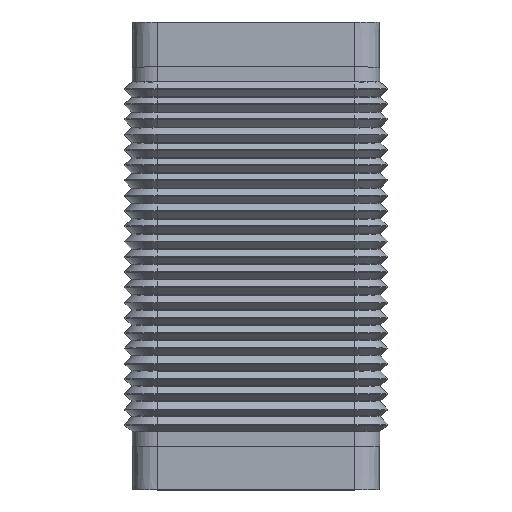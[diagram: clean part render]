
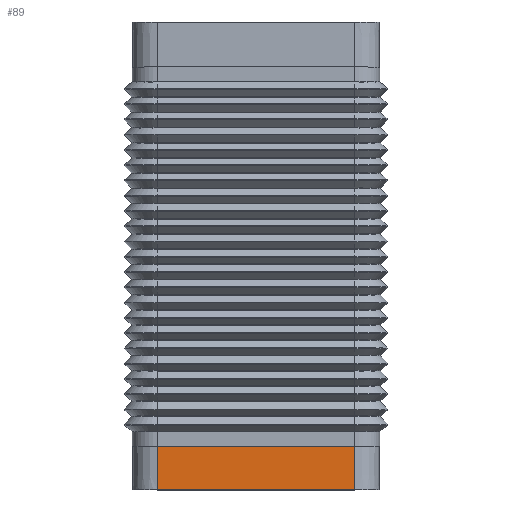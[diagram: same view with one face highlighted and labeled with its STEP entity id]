
A CAD part, top view. The second image highlights one B-rep face of the part: STEP entity #89.
In plain terms, the highlighted planar face has unit normal (0, -0.004, 1).
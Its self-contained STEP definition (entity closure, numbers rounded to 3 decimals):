
#89=ADVANCED_FACE('',(#2103),#2104,.T.);
#2103=FACE_OUTER_BOUND('',#6096,.T.);
#2104=PLANE('',#6097);
#6096=EDGE_LOOP('',(#10213,#10214,#10215,#10216));
#6097=AXIS2_PLACEMENT_3D('',#10217,#10218,#10219);
#10213=ORIENTED_EDGE('',*,*,#24900,.T.);
#10214=ORIENTED_EDGE('',*,*,#24867,.F.);
#10215=ORIENTED_EDGE('',*,*,#24882,.F.);
#10216=ORIENTED_EDGE('',*,*,#24891,.T.);
#10217=CARTESIAN_POINT('',(178.164,0.0,154.439));
#10218=DIRECTION('',(0.0,-0.003,1.));
#10219=DIRECTION('',(1.0,0.0,0.0));
#24867=EDGE_CURVE('',#29303,#29304,#29305,.T.);
#24882=EDGE_CURVE('',#29332,#29303,#29333,.T.);
#24891=EDGE_CURVE('',#29332,#29347,#29349,.T.);
#24900=EDGE_CURVE('',#29347,#29304,#29366,.T.);
#29303=VERTEX_POINT('',#36146);
#29304=VERTEX_POINT('',#36147);
#29305=LINE('',#36148,#36149);
#29332=VERTEX_POINT('',#36182);
#29333=LINE('',#36183,#36184);
#29347=VERTEX_POINT('',#36202);
#29349=LINE('',#36204,#36205);
#29366=LINE('',#36226,#36227);
#36146=CARTESIAN_POINT('',(177.044,0.0,154.439));
#36147=CARTESIAN_POINT('',(-4.956,0.0,154.439));
#36148=CARTESIAN_POINT('',(177.044,0.0,154.439));
#36149=VECTOR('',#44641,182.0);
#36182=CARTESIAN_POINT('',(177.044,81.5,154.724));
#36183=CARTESIAN_POINT('',(177.044,81.5,154.724));
#36184=VECTOR('',#44672,81.5);
#36202=CARTESIAN_POINT('',(-4.956,81.5,154.724));
#36204=CARTESIAN_POINT('',(177.044,81.5,154.724));
#36205=VECTOR('',#44689,182.0);
#36226=CARTESIAN_POINT('',(-4.956,81.5,154.724));
#36227=VECTOR('',#44706,81.5);
#44641=DIRECTION('',(-1.0,0.0,0.0));
#44672=DIRECTION('',(0.0,-1.,-0.003));
#44689=DIRECTION('',(-1.0,0.0,0.0));
#44706=DIRECTION('',(0.0,-1.,-0.003));
